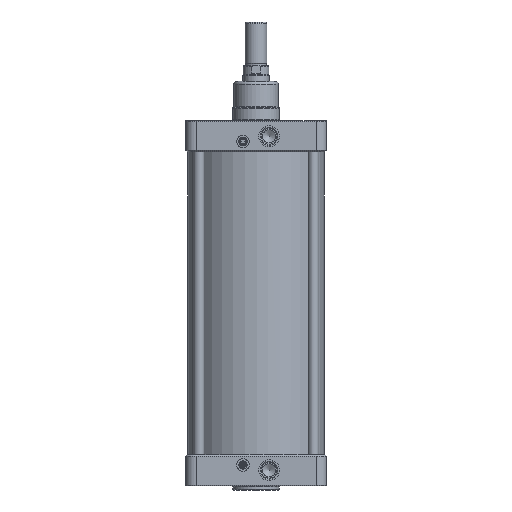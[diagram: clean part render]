
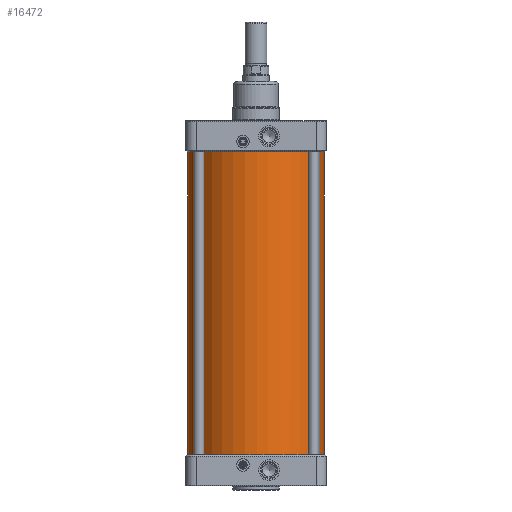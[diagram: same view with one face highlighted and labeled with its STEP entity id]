
A CAD part, front view. The second image highlights one B-rep face of the part: STEP entity #16472.
In plain terms, the highlighted cylindrical face has radius 131 mm (diameter 262 mm), a full revolution.
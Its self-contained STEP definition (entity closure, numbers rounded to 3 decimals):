
#1092=CARTESIAN_POINT('',(131.0,0.,-290.0));
#1093=VERTEX_POINT('',#1092);
#1094=CARTESIAN_POINT('',(0.0,0.0,-290.0));
#1095=DIRECTION('',(0.0,0.0,1.0));
#1096=DIRECTION('',(-1.0,0.0,0.0));
#1097=AXIS2_PLACEMENT_3D('',#1094,#1095,#1096);
#1098=CIRCLE('',#1097,131.0);
#1099=EDGE_CURVE('',#1093,#1093,#1098,.T.);
#16453=CARTESIAN_POINT('',(0.0,0.0,0.0));
#16454=DIRECTION('',(0.0,0.0,1.0));
#16455=DIRECTION('',(-1.0,0.0,0.0));
#16456=AXIS2_PLACEMENT_3D('',#16453,#16454,#16455);
#16457=CYLINDRICAL_SURFACE('',#16456,131.0);
#16458=ORIENTED_EDGE('',*,*,#1099,.T.);
#16459=EDGE_LOOP('',(#16458));
#16460=FACE_OUTER_BOUND('',#16459,.T.);
#16461=CARTESIAN_POINT('',(1.,-130.996,290.0));
#16462=VERTEX_POINT('',#16461);
#16463=CARTESIAN_POINT('',(0.0,0.0,290.0));
#16464=DIRECTION('',(0.0,0.0,-1.0));
#16465=DIRECTION('',(-1.0,0.0,0.0));
#16466=AXIS2_PLACEMENT_3D('',#16463,#16464,#16465);
#16467=CIRCLE('',#16466,131.0);
#16468=EDGE_CURVE('',#16462,#16462,#16467,.T.);
#16469=ORIENTED_EDGE('',*,*,#16468,.T.);
#16470=EDGE_LOOP('',(#16469));
#16471=FACE_BOUND('',#16470,.T.);
#16472=ADVANCED_FACE('',(#16460,#16471),#16457,.T.);
